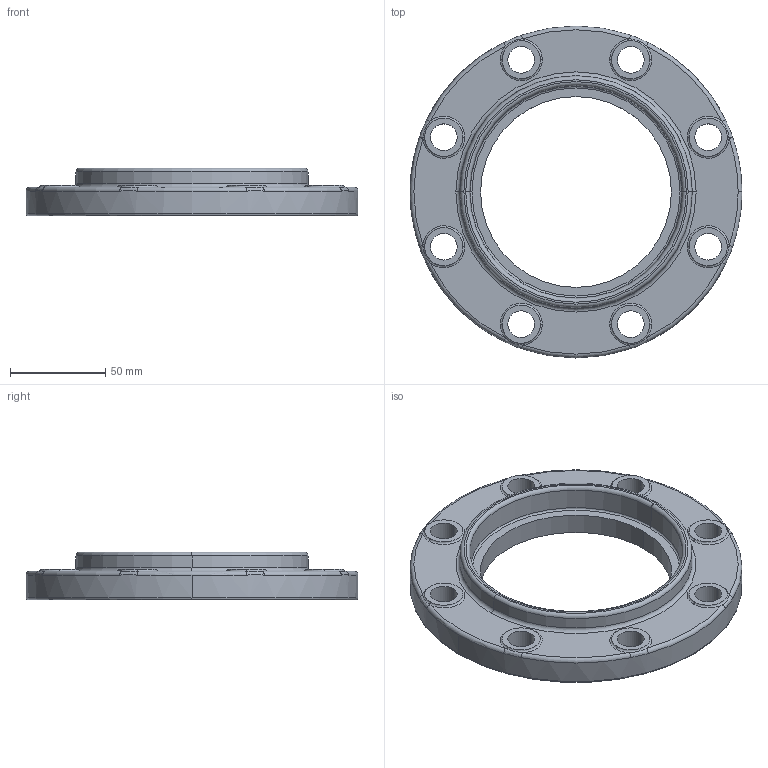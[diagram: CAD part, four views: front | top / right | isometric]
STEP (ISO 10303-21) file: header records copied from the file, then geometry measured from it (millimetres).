
FILE_DESCRIPTION (( 'STEP AP214' ), '1' );
FILE_NAME ('5300017_Flansch TW3.STEP', '2012-09-19T13:39:06', ( 'Admin2' ), ( '' ), 'SwSTEP 2.0', 'SolidWorks 2010', '' );
FILE_SCHEMA (( 'AUTOMOTIVE_DESIGN' ));
Length unit declared in the file: millimetre
Products named in the file (1): 5300017_Flansch TW3
Bounding box: 174 x 174 x 25 mm (x, y, z)
Volume: 232447.6 mm3; surface area: 53719.3 mm2
Topology: 1 solids, 1 shells, 79 faces, 198 edges, 123 vertices
Faces by surface type: torus 35, cylinder 20, plane 12, bspline 8, cone 4
Entity records: 2840 total; most frequent: CARTESIAN_POINT 813, DIRECTION 476, ORIENTED_EDGE 396, AXIS2_PLACEMENT_3D 226, EDGE_CURVE 198, CIRCLE 154, VERTEX_POINT 123, EDGE_LOOP 99
